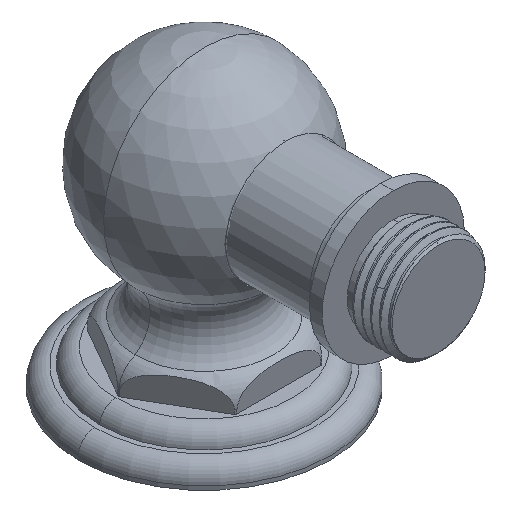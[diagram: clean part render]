
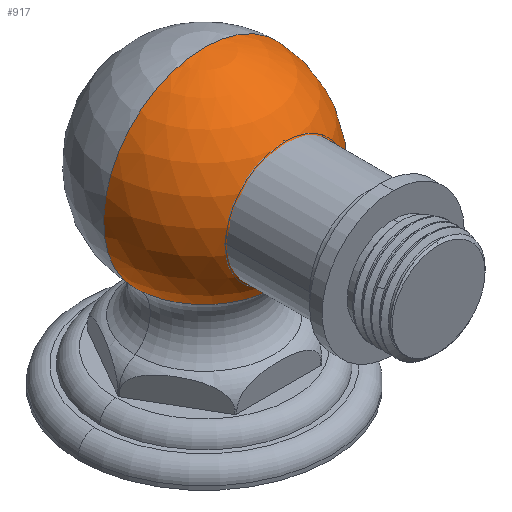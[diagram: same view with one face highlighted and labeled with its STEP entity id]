
A CAD part, isometric view. The second image highlights one B-rep face of the part: STEP entity #917.
In plain terms, the highlighted spherical face has radius 20.32 mm.
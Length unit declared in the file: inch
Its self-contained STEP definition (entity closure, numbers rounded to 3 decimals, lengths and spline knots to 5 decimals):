
#235=CARTESIAN_POINT('',(0.,0.,0.95905));
#236=DIRECTION('',(0.,0.,-1.));
#237=DIRECTION('',(1.,0.,0.));
#238=AXIS2_PLACEMENT_3D('',#235,#236,#237);
#273=CARTESIAN_POINT('',(0.,0.,1.54));
#274=DIRECTION('',(0.,-1.,0.));
#275=DIRECTION('',(0.688,0.,-0.726));
#276=AXIS2_PLACEMENT_3D('',#273,#274,#275);
#278=CARTESIAN_POINT('',(0.,0.,1.54));
#279=DIRECTION('',(0.,1.,0.));
#280=DIRECTION('',(-0.688,0.,-0.726));
#281=AXIS2_PLACEMENT_3D('',#278,#279,#280);
#550=CARTESIAN_POINT('',(0.55,0.,0.95905));
#551=CARTESIAN_POINT('',(0.,0.,2.34));
#552=VERTEX_POINT('',#550);
#553=VERTEX_POINT('',#551);
#554=CARTESIAN_POINT('',(-0.55,0.,0.95905));
#555=VERTEX_POINT('',#554);
#905=CARTESIAN_POINT('',(0.,0.,1.54));
#906=DIRECTION('',(0.,0.,-1.));
#907=DIRECTION('',(-1.,0.,0.));
#908=AXIS2_PLACEMENT_3D('',#905,#906,#907);
#909=SPHERICAL_SURFACE('',#908,0.8);
#911=ORIENTED_EDGE('',*,*,#910,.F.);
#912=ORIENTED_EDGE('',*,*,#900,.T.);
#914=ORIENTED_EDGE('',*,*,#913,.T.);
#915=EDGE_LOOP('',(#911,#912,#914));
#916=FACE_OUTER_BOUND('',#915,.F.);
#917=ADVANCED_FACE('',(#916),#909,.T.);
#239=CIRCLE('',#238,0.55);
#277=CIRCLE('',#276,0.8);
#282=CIRCLE('',#281,0.8);
#900=EDGE_CURVE('',#552,#555,#239,.T.);
#910=EDGE_CURVE('',#552,#553,#277,.T.);
#913=EDGE_CURVE('',#555,#553,#282,.T.);
